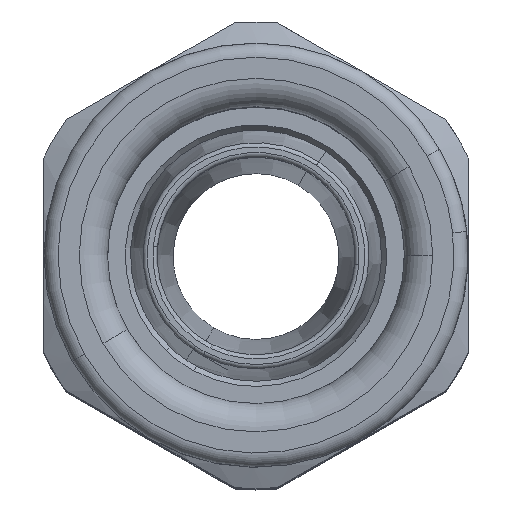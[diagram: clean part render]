
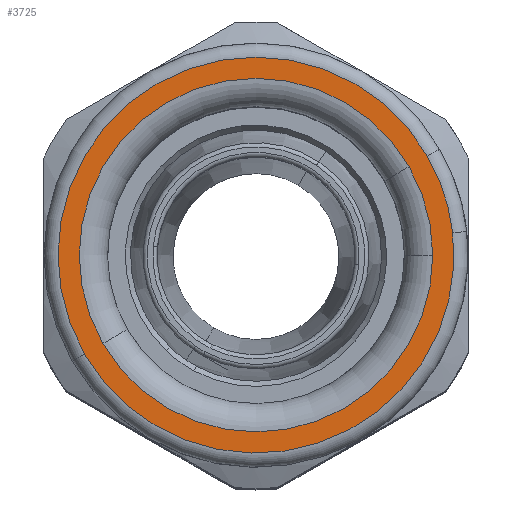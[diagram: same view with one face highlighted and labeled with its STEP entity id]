
A CAD part, top view. The second image highlights one B-rep face of the part: STEP entity #3725.
In plain terms, the highlighted planar face has unit normal (0, 0, 1).
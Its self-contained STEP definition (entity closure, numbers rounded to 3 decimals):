
#3566=AXIS2_PLACEMENT_3D('Circle Axis2P3D',#3564,#3565,$) ;
#3583=AXIS2_PLACEMENT_3D('Circle Axis2P3D',#3581,#3582,$) ;
#3607=AXIS2_PLACEMENT_3D('Circle Axis2P3D',#3605,#3606,$) ;
#3692=AXIS2_PLACEMENT_3D('Plane Axis2P3D',#3689,#3690,#3691) ;
#3701=AXIS2_PLACEMENT_3D('Circle Axis2P3D',#3699,#3700,$) ;
#3710=AXIS2_PLACEMENT_3D('Circle Axis2P3D',#3708,#3709,$) ;
#3717=AXIS2_PLACEMENT_3D('Circle Axis2P3D',#3715,#3716,$) ;
#3554=CARTESIAN_POINT('Vertex',(28.912,18.071,82.4)) ;
#3561=CARTESIAN_POINT('Vertex',(27.124,23.5,82.4)) ;
#3564=CARTESIAN_POINT('Axis2P3D Location',(15.,16.5,82.4)) ;
#3581=CARTESIAN_POINT('Axis2P3D Location',(15.,16.5,82.4)) ;
#3585=CARTESIAN_POINT('Vertex',(2.876,9.5,82.4)) ;
#3605=CARTESIAN_POINT('Axis2P3D Location',(15.,16.5,82.4)) ;
#3689=CARTESIAN_POINT('Axis2P3D Location',(15.,16.5,82.4)) ;
#3699=CARTESIAN_POINT('Axis2P3D Location',(15.,16.5,82.4)) ;
#3703=CARTESIAN_POINT('Vertex',(27.5,16.484,82.4)) ;
#3705=CARTESIAN_POINT('Vertex',(25.825,22.75,82.4)) ;
#3708=CARTESIAN_POINT('Axis2P3D Location',(15.,16.5,82.4)) ;
#3712=CARTESIAN_POINT('Vertex',(4.175,10.25,82.4)) ;
#3715=CARTESIAN_POINT('Axis2P3D Location',(15.,16.5,82.4)) ;
#3565=DIRECTION('Axis2P3D Direction',(0.,0.,1.)) ;
#3582=DIRECTION('Axis2P3D Direction',(0.,0.,1.)) ;
#3606=DIRECTION('Axis2P3D Direction',(0.,0.,1.)) ;
#3690=DIRECTION('Axis2P3D Direction',(0.,0.,1.)) ;
#3691=DIRECTION('Axis2P3D XDirection',(0.866,0.5,0.)) ;
#3700=DIRECTION('Axis2P3D Direction',(0.,0.,1.)) ;
#3709=DIRECTION('Axis2P3D Direction',(0.,0.,1.)) ;
#3716=DIRECTION('Axis2P3D Direction',(0.,0.,1.)) ;
#3695=ORIENTED_EDGE('',*,*,#3587,.T.) ;
#3696=ORIENTED_EDGE('',*,*,#3568,.T.) ;
#3697=ORIENTED_EDGE('',*,*,#3609,.T.) ;
#3721=ORIENTED_EDGE('',*,*,#3707,.F.) ;
#3722=ORIENTED_EDGE('',*,*,#3714,.F.) ;
#3723=ORIENTED_EDGE('',*,*,#3719,.F.) ;
#3724=FACE_BOUND('',#3720,.T.) ;
#3725=ADVANCED_FACE('PartBody',(#3698,#3724),#3693,.T.) ;
#3567=CIRCLE('generated circle',#3566,14.) ;
#3584=CIRCLE('generated circle',#3583,14.) ;
#3608=CIRCLE('generated circle',#3607,14.) ;
#3702=CIRCLE('generated circle',#3701,12.5) ;
#3711=CIRCLE('generated circle',#3710,12.5) ;
#3718=CIRCLE('generated circle',#3717,12.5) ;
#3568=EDGE_CURVE('',#3555,#3562,#3567,.T.) ;
#3587=EDGE_CURVE('',#3586,#3555,#3584,.T.) ;
#3609=EDGE_CURVE('',#3562,#3586,#3608,.T.) ;
#3707=EDGE_CURVE('',#3704,#3706,#3702,.T.) ;
#3714=EDGE_CURVE('',#3713,#3704,#3711,.T.) ;
#3719=EDGE_CURVE('',#3706,#3713,#3718,.T.) ;
#3694=EDGE_LOOP('',(#3695,#3696,#3697)) ;
#3720=EDGE_LOOP('',(#3721,#3722,#3723)) ;
#3698=FACE_OUTER_BOUND('',#3694,.T.) ;
#3693=PLANE('',#3692) ;
#3555=VERTEX_POINT('',#3554) ;
#3562=VERTEX_POINT('',#3561) ;
#3586=VERTEX_POINT('',#3585) ;
#3704=VERTEX_POINT('',#3703) ;
#3706=VERTEX_POINT('',#3705) ;
#3713=VERTEX_POINT('',#3712) ;
